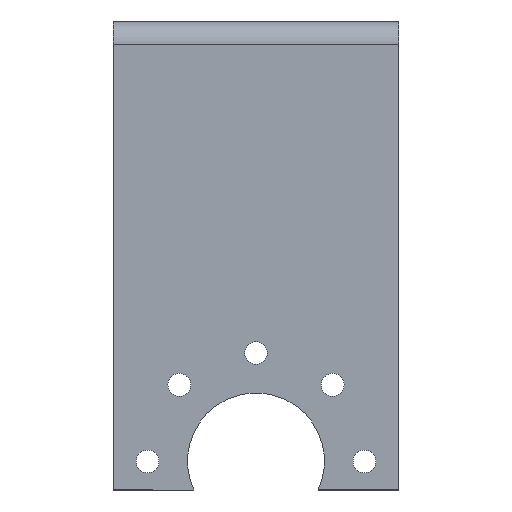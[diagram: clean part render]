
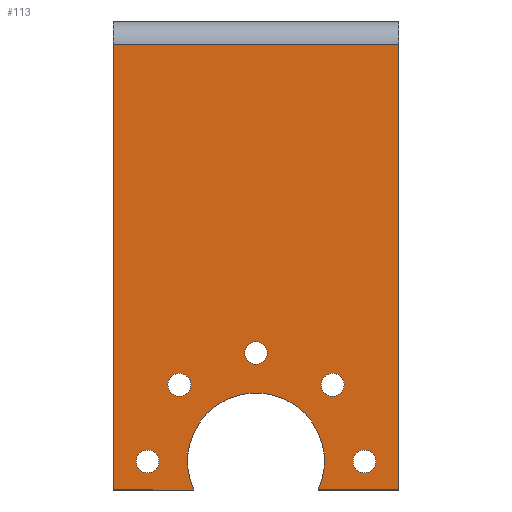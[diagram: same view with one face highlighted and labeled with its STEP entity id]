
A CAD part, left-side view. The second image highlights one B-rep face of the part: STEP entity #113.
In plain terms, the highlighted planar face has unit normal (-1, 0, 0).
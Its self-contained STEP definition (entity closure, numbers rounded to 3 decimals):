
#9 = EDGE_CURVE ( 'NONE', #1124, #233, #1542, .T. ) ;
#15 = EDGE_CURVE ( 'NONE', #368, #1529, #1332, .T. ) ;
#25 = CARTESIAN_POINT ( 'NONE',  ( -22.5, 22., -37. ) ) ;
#50 = CARTESIAN_POINT ( 'NONE',  ( -22.5, 5.782, -30.282 ) ) ;
#59 = CIRCLE ( 'NONE', #1656, 1. ) ;
#61 = ORIENTED_EDGE ( 'NONE', *, *, #1570, .T. ) ;
#62 = DIRECTION ( 'NONE',  ( 0., 0., -1. ) ) ;
#68 = CARTESIAN_POINT ( 'NONE',  ( -22.5, 19.218, -31.282 ) ) ;
#73 = EDGE_LOOP ( 'NONE', ( #1562, #1680 ) ) ;
#84 = DIRECTION ( 'NONE',  ( 0., 0., -1. ) ) ;
#86 = PLANE ( 'NONE',  #1020 ) ;
#88 = AXIS2_PLACEMENT_3D ( 'NONE', #493, #1255, #84 ) ;
#89 = DIRECTION ( 'NONE',  ( 1., 0., 0. ) ) ;
#99 = LINE ( 'NONE', #221, #1034 ) ;
#107 = CARTESIAN_POINT ( 'NONE',  ( -22.5, 25., -40.5 ) ) ;
#113 = ADVANCED_FACE ( 'NONE', ( #658, #1057, #1560, #1037, #1002, #1328 ), #86, .F. ) ;
#129 = ORIENTED_EDGE ( 'NONE', *, *, #908, .T. ) ;
#184 = VERTEX_POINT ( 'NONE', #107 ) ;
#216 = CARTESIAN_POINT ( 'NONE',  ( -22.5, 22., -38. ) ) ;
#217 = DIRECTION ( 'NONE',  ( 0., 0., -1. ) ) ;
#221 = CARTESIAN_POINT ( 'NONE',  ( -22.5, 25., -1.5 ) ) ;
#233 = VERTEX_POINT ( 'NONE', #1665 ) ;
#242 = DIRECTION ( 'NONE',  ( 0., 1., 0. ) ) ;
#286 = EDGE_CURVE ( 'NONE', #964, #1152, #623, .T. ) ;
#291 = CARTESIAN_POINT ( 'NONE',  ( -22.5, 22., -39. ) ) ;
#301 = DIRECTION ( 'NONE',  ( 0., 0., -1. ) ) ;
#307 = DIRECTION ( 'NONE',  ( 0., 0., 1. ) ) ;
#316 = CARTESIAN_POINT ( 'NONE',  ( -22.5, 0., -40.5 ) ) ;
#332 = CARTESIAN_POINT ( 'NONE',  ( -22.5, 3., -38. ) ) ;
#335 = ORIENTED_EDGE ( 'NONE', *, *, #559, .T. ) ;
#345 = VERTEX_POINT ( 'NONE', #25 ) ;
#368 = VERTEX_POINT ( 'NONE', #1233 ) ;
#376 = VERTEX_POINT ( 'NONE', #706 ) ;
#380 = EDGE_CURVE ( 'NONE', #1203, #804, #59, .T. ) ;
#393 = DIRECTION ( 'NONE',  ( 1., 0., 0. ) ) ;
#403 = DIRECTION ( 'NONE',  ( 1., 0., 0. ) ) ;
#411 = CARTESIAN_POINT ( 'NONE',  ( -22.5, 19.218, -32.282 ) ) ;
#414 = EDGE_LOOP ( 'NONE', ( #530, #1416, #1023, #129, #335, #1297 ) ) ;
#445 = CARTESIAN_POINT ( 'NONE',  ( -22.5, 12.5, -28.5 ) ) ;
#451 = VERTEX_POINT ( 'NONE', #841 ) ;
#456 = DIRECTION ( 'NONE',  ( 0., -1., 0. ) ) ;
#477 = EDGE_CURVE ( 'NONE', #1470, #946, #1143, .T. ) ;
#486 = CIRCLE ( 'NONE', #88, 1. ) ;
#493 = CARTESIAN_POINT ( 'NONE',  ( -22.5, 12.5, -28.5 ) ) ;
#498 = AXIS2_PLACEMENT_3D ( 'NONE', #758, #393, #1142 ) ;
#504 = CIRCLE ( 'NONE', #1606, 1. ) ;
#512 = EDGE_CURVE ( 'NONE', #376, #1312, #99, .T. ) ;
#522 = CIRCLE ( 'NONE', #1437, 1. ) ;
#530 = ORIENTED_EDGE ( 'NONE', *, *, #1457, .T. ) ;
#535 = EDGE_CURVE ( 'NONE', #804, #1203, #486, .T. ) ;
#559 = EDGE_CURVE ( 'NONE', #451, #368, #1605, .T. ) ;
#561 = EDGE_LOOP ( 'NONE', ( #757, #1549 ) ) ;
#593 = EDGE_LOOP ( 'NONE', ( #1062, #852 ) ) ;
#596 = DIRECTION ( 'NONE',  ( 1., 0., 0. ) ) ;
#602 = VECTOR ( 'NONE', #456, 1000. ) ;
#611 = CARTESIAN_POINT ( 'NONE',  ( -22.5, 25., -0.5 ) ) ;
#623 = CIRCLE ( 'NONE', #977, 1. ) ;
#640 = CIRCLE ( 'NONE', #1139, 1. ) ;
#658 = FACE_BOUND ( 'NONE', #73, .T. ) ;
#661 = ORIENTED_EDGE ( 'NONE', *, *, #1106, .T. ) ;
#673 = CARTESIAN_POINT ( 'NONE',  ( -22.5, 5.782, -31.282 ) ) ;
#694 = CARTESIAN_POINT ( 'NONE',  ( -22.5, 3., -39. ) ) ;
#700 = CIRCLE ( 'NONE', #1030, 1. ) ;
#702 = DIRECTION ( 'NONE',  ( 1., 0., 0. ) ) ;
#706 = CARTESIAN_POINT ( 'NONE',  ( -22.5, 0., -1.5 ) ) ;
#712 = DIRECTION ( 'NONE',  ( 1., 0., 0. ) ) ;
#739 = DIRECTION ( 'NONE',  ( 1., 0., 0. ) ) ;
#743 = CIRCLE ( 'NONE', #1408, 1. ) ;
#757 = ORIENTED_EDGE ( 'NONE', *, *, #9, .T. ) ;
#758 = CARTESIAN_POINT ( 'NONE',  ( -22.5, 12.5, -38. ) ) ;
#804 = VERTEX_POINT ( 'NONE', #1044 ) ;
#807 = DIRECTION ( 'NONE',  ( 0., 0., -1. ) ) ;
#813 = CARTESIAN_POINT ( 'NONE',  ( -22.5, 5.782, -32.282 ) ) ;
#823 = VECTOR ( 'NONE', #307, 1000. ) ;
#825 = DIRECTION ( 'NONE',  ( 0., -1., 0. ) ) ;
#837 = CARTESIAN_POINT ( 'NONE',  ( -22.5, 5.782, -31.282 ) ) ;
#841 = CARTESIAN_POINT ( 'NONE',  ( -22.5, 17.954, -40.5 ) ) ;
#846 = LINE ( 'NONE', #1367, #1410 ) ;
#852 = ORIENTED_EDGE ( 'NONE', *, *, #380, .T. ) ;
#854 = AXIS2_PLACEMENT_3D ( 'NONE', #332, #702, #1598 ) ;
#873 = AXIS2_PLACEMENT_3D ( 'NONE', #68, #973, #217 ) ;
#902 = LINE ( 'NONE', #1204, #823 ) ;
#908 = EDGE_CURVE ( 'NONE', #184, #451, #1413, .T. ) ;
#935 = CARTESIAN_POINT ( 'NONE',  ( -22.5, 25., -40.5 ) ) ;
#946 = VERTEX_POINT ( 'NONE', #1070 ) ;
#964 = VERTEX_POINT ( 'NONE', #50 ) ;
#968 = DIRECTION ( 'NONE',  ( 0., 0., -1. ) ) ;
#973 = DIRECTION ( 'NONE',  ( 1., 0., 0. ) ) ;
#977 = AXIS2_PLACEMENT_3D ( 'NONE', #673, #1575, #807 ) ;
#985 = DIRECTION ( 'NONE',  ( 0., 0., -1. ) ) ;
#1002 = FACE_BOUND ( 'NONE', #1039, .T. ) ;
#1020 = AXIS2_PLACEMENT_3D ( 'NONE', #611, #739, #1383 ) ;
#1023 = ORIENTED_EDGE ( 'NONE', *, *, #1231, .F. ) ;
#1030 = AXIS2_PLACEMENT_3D ( 'NONE', #837, #712, #1105 ) ;
#1034 = VECTOR ( 'NONE', #242, 1000. ) ;
#1036 = DIRECTION ( 'NONE',  ( 0., 0., -1. ) ) ;
#1037 = FACE_BOUND ( 'NONE', #1177, .T. ) ;
#1039 = EDGE_LOOP ( 'NONE', ( #661, #61 ) ) ;
#1044 = CARTESIAN_POINT ( 'NONE',  ( -22.5, 12.5, -29.5 ) ) ;
#1057 = FACE_BOUND ( 'NONE', #561, .T. ) ;
#1062 = ORIENTED_EDGE ( 'NONE', *, *, #535, .T. ) ;
#1070 = CARTESIAN_POINT ( 'NONE',  ( -22.5, 19.218, -30.282 ) ) ;
#1105 = DIRECTION ( 'NONE',  ( 0., 0., -1. ) ) ;
#1106 = EDGE_CURVE ( 'NONE', #1448, #345, #504, .T. ) ;
#1124 = VERTEX_POINT ( 'NONE', #694 ) ;
#1139 = AXIS2_PLACEMENT_3D ( 'NONE', #216, #596, #968 ) ;
#1142 = DIRECTION ( 'NONE',  ( 0., 0., -1. ) ) ;
#1143 = CIRCLE ( 'NONE', #873, 1. ) ;
#1145 = VECTOR ( 'NONE', #825, 1000. ) ;
#1148 = ORIENTED_EDGE ( 'NONE', *, *, #1668, .T. ) ;
#1152 = VERTEX_POINT ( 'NONE', #813 ) ;
#1176 = CARTESIAN_POINT ( 'NONE',  ( -22.5, 3., -38. ) ) ;
#1177 = EDGE_LOOP ( 'NONE', ( #1547, #1148 ) ) ;
#1199 = CARTESIAN_POINT ( 'NONE',  ( -22.5, 22., -38. ) ) ;
#1203 = VERTEX_POINT ( 'NONE', #1455 ) ;
#1204 = CARTESIAN_POINT ( 'NONE',  ( -22.5, 0., -0.5 ) ) ;
#1215 = DIRECTION ( 'NONE',  ( 1., 0., 0. ) ) ;
#1231 = EDGE_CURVE ( 'NONE', #184, #1312, #846, .T. ) ;
#1233 = CARTESIAN_POINT ( 'NONE',  ( -22.5, 7.046, -40.5 ) ) ;
#1255 = DIRECTION ( 'NONE',  ( 1., 0., 0. ) ) ;
#1295 = EDGE_CURVE ( 'NONE', #1152, #964, #700, .T. ) ;
#1297 = ORIENTED_EDGE ( 'NONE', *, *, #15, .T. ) ;
#1312 = VERTEX_POINT ( 'NONE', #1374 ) ;
#1328 = FACE_OUTER_BOUND ( 'NONE', #414, .T. ) ;
#1332 = LINE ( 'NONE', #1609, #602 ) ;
#1367 = CARTESIAN_POINT ( 'NONE',  ( -22.5, 25., -0.5 ) ) ;
#1374 = CARTESIAN_POINT ( 'NONE',  ( -22.5, 25., -1.5 ) ) ;
#1379 = CARTESIAN_POINT ( 'NONE',  ( -22.5, 19.218, -31.282 ) ) ;
#1383 = DIRECTION ( 'NONE',  ( 0., 0., -1. ) ) ;
#1386 = EDGE_CURVE ( 'NONE', #233, #1124, #522, .T. ) ;
#1408 = AXIS2_PLACEMENT_3D ( 'NONE', #1379, #89, #985 ) ;
#1410 = VECTOR ( 'NONE', #1494, 1000. ) ;
#1413 = LINE ( 'NONE', #935, #1145 ) ;
#1416 = ORIENTED_EDGE ( 'NONE', *, *, #512, .T. ) ;
#1437 = AXIS2_PLACEMENT_3D ( 'NONE', #1176, #403, #1036 ) ;
#1448 = VERTEX_POINT ( 'NONE', #291 ) ;
#1455 = CARTESIAN_POINT ( 'NONE',  ( -22.5, 12.5, -27.5 ) ) ;
#1457 = EDGE_CURVE ( 'NONE', #1529, #376, #902, .T. ) ;
#1470 = VERTEX_POINT ( 'NONE', #411 ) ;
#1473 = DIRECTION ( 'NONE',  ( 1., 0., 0. ) ) ;
#1494 = DIRECTION ( 'NONE',  ( 0., 0., 1. ) ) ;
#1529 = VERTEX_POINT ( 'NONE', #316 ) ;
#1542 = CIRCLE ( 'NONE', #854, 1. ) ;
#1547 = ORIENTED_EDGE ( 'NONE', *, *, #477, .T. ) ;
#1549 = ORIENTED_EDGE ( 'NONE', *, *, #1386, .T. ) ;
#1560 = FACE_BOUND ( 'NONE', #593, .T. ) ;
#1562 = ORIENTED_EDGE ( 'NONE', *, *, #1295, .T. ) ;
#1570 = EDGE_CURVE ( 'NONE', #345, #1448, #640, .T. ) ;
#1575 = DIRECTION ( 'NONE',  ( 1., 0., 0. ) ) ;
#1598 = DIRECTION ( 'NONE',  ( 0., 0., -1. ) ) ;
#1605 = CIRCLE ( 'NONE', #498, 6. ) ;
#1606 = AXIS2_PLACEMENT_3D ( 'NONE', #1199, #1473, #301 ) ;
#1609 = CARTESIAN_POINT ( 'NONE',  ( -22.5, 25., -40.5 ) ) ;
#1656 = AXIS2_PLACEMENT_3D ( 'NONE', #445, #1215, #62 ) ;
#1665 = CARTESIAN_POINT ( 'NONE',  ( -22.5, 3., -37. ) ) ;
#1668 = EDGE_CURVE ( 'NONE', #946, #1470, #743, .T. ) ;
#1680 = ORIENTED_EDGE ( 'NONE', *, *, #286, .T. ) ;
